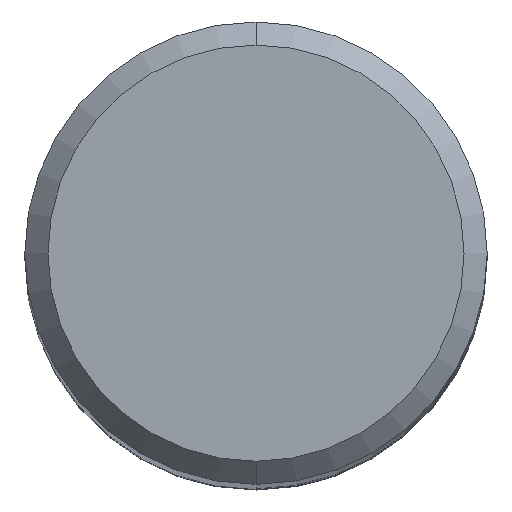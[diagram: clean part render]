
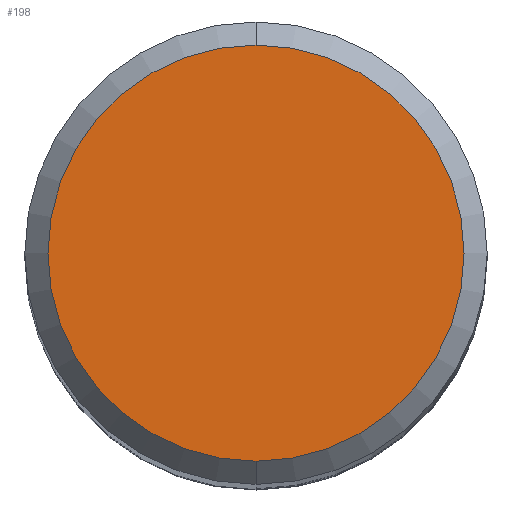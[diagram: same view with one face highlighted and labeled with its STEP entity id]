
A CAD part, top view. The second image highlights one B-rep face of the part: STEP entity #198.
In plain terms, the highlighted planar face has unit normal (0, 0, 1).
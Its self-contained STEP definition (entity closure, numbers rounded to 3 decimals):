
#178=EDGE_CURVE('',#316,#362,#460,.T.);
#198=ADVANCED_FACE('',(#483),#484,.T.);
#268=EDGE_CURVE('',#362,#316,#562,.T.);
#316=VERTEX_POINT('',#615);
#362=VERTEX_POINT('',#666);
#460=CIRCLE('',#766,5.4);
#483=FACE_OUTER_BOUND('',#795,.T.);
#484=PLANE('',#796);
#562=CIRCLE('',#970,5.4);
#615=CARTESIAN_POINT('',(0.0,5.4,0.0));
#666=CARTESIAN_POINT('',(0.,-5.4,0.0));
#766=AXIS2_PLACEMENT_3D('',#1417,#1418,#1419);
#795=EDGE_LOOP('',(#1444,#1445));
#796=AXIS2_PLACEMENT_3D('',#1446,#1447,#1448);
#970=AXIS2_PLACEMENT_3D('',#1555,#1556,#1557);
#1417=CARTESIAN_POINT('',(0.0,0.0,0.0));
#1418=DIRECTION('',(0.0,0.0,-1.0));
#1419=DIRECTION('',(0.0,1.0,0.0));
#1444=ORIENTED_EDGE('',*,*,#178,.F.);
#1445=ORIENTED_EDGE('',*,*,#268,.F.);
#1446=CARTESIAN_POINT('',(0.0,2.7,0.0));
#1447=DIRECTION('',(-0.0,0.0,1.0));
#1448=DIRECTION('',(0.0,-1.0,0.0));
#1555=CARTESIAN_POINT('',(0.0,0.0,0.0));
#1556=DIRECTION('',(0.0,0.0,-1.0));
#1557=DIRECTION('',(0.0,1.0,0.0));
